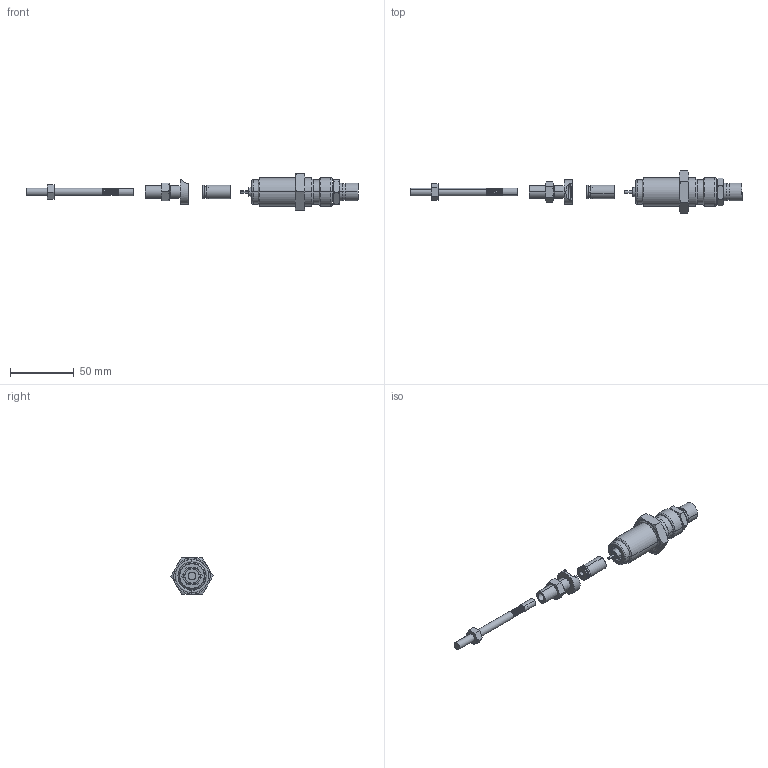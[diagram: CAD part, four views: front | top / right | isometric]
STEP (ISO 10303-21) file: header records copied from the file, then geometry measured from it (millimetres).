
FILE_DESCRIPTION (( 'STEP AP214' ), '1' );
FILE_NAME ('OS-2325 - POS-247.STEP', '2019-08-16T12:28:48', ( '' ), ( '' ), 'SwSTEP 2.0', 'SolidWorks 2019', '' );
FILE_SCHEMA (( 'AUTOMOTIVE_DESIGN' ));
Length unit declared in the file: millimetre
Products named in the file (32): OS-2325 - POS-246 ; OS-2325 - POS-245; OS-2325 - POS-261; OS-2325 - POS-241; OS-2325 - POS-232; OS-2325 - POS-234; OS-2325 - POS-231; OS-2325 - POS-230; OS-2325 - POS-243; OS-2325 - POS-233; OS-2325 - POS-247; OS-2325 - POS-244; os-2325 - POS-240 ; OS-2325 - POS-242; OS-2325 - POS-262; OS-2325 - POS-260 ; OS-2325 - POS-235
Assembly tree (18 placements, depth 3):
  OS-2325 - POS-245
  OS-2325 - POS-246 
  OS-2325 - POS-231
  OS-2325 - POS-243
  OS-2325 - POS-247
    os-2325 - POS-240 
      OS-2325 - POS-241
      OS-2325 - POS-242
      OS-2325 - POS-243
      OS-2325 - POS-244
      OS-2325 - POS-245
    OS-2325 - POS-246 
    OS-2325 - POS-260 
      OS-2325 - POS-261
      OS-2325 - POS-262
    OS-2325 - POS-230
      OS-2325 - POS-231
      OS-2325 - POS-232
      OS-2325 - POS-233
      OS-2325 - POS-234
      OS-2325 - POS-235
Bounding box: 260.34 x 33.02 x 28.82 mm (x, y, z)
Volume: 35041.2 mm3; surface area: 21788.9 mm2
Topology: 13 solids, 13 shells, 250 faces, 540 edges, 325 vertices
Faces by surface type: cone 78, plane 73, cylinder 71, torus 26, bspline 2
Entity records: 10781 total; most frequent: CARTESIAN_POINT 3936, DIRECTION 1263, ORIENTED_EDGE 1074, AXIS2_PLACEMENT_3D 551, EDGE_CURVE 537, VERTEX_POINT 323, EDGE_LOOP 282, CIRCLE 275
